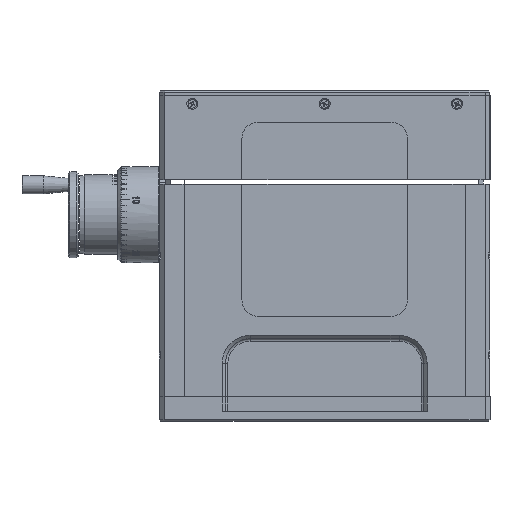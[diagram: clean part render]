
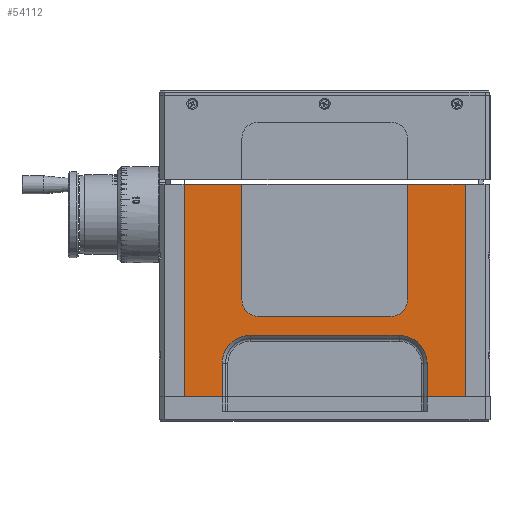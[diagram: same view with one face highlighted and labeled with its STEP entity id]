
A CAD part, left-side view. The second image highlights one B-rep face of the part: STEP entity #54112.
In plain terms, the highlighted planar face has unit normal (-1, 0, 0).
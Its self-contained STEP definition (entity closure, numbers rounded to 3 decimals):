
#224 = CARTESIAN_POINT ( 'NONE',  ( -130., 40., 73.5 ) ) ;
#352 = CARTESIAN_POINT ( 'NONE',  ( -130., 45., 35. ) ) ;
#363 = FACE_OUTER_BOUND ( 'NONE', #50633, .T. ) ;
#828 = VERTEX_POINT ( 'NONE', #19709 ) ;
#1078 = EDGE_CURVE ( 'NONE', #43663, #33627, #21560, .T. ) ;
#1323 = VECTOR ( 'NONE', #62664, 1000. ) ;
#1800 = DIRECTION ( 'NONE',  ( 0., 0., -1. ) ) ;
#4159 = VECTOR ( 'NONE', #1800, 1000. ) ;
#4294 = LINE ( 'NONE', #15528, #16159 ) ;
#4737 = DIRECTION ( 'NONE',  ( 1., 0., 0. ) ) ;
#4887 = DIRECTION ( 'NONE',  ( 0., 0., 1. ) ) ;
#5466 = EDGE_CURVE ( 'NONE', #52119, #19174, #34145, .T. ) ;
#5716 = CARTESIAN_POINT ( 'NONE',  ( -130., 85., 143.5 ) ) ;
#5806 = ORIENTED_EDGE ( 'NONE', *, *, #20174, .F. ) ;
#6158 = CARTESIAN_POINT ( 'NONE',  ( -130., 0., 99. ) ) ;
#6340 = EDGE_CURVE ( 'NONE', #10390, #21446, #11023, .T. ) ;
#7079 = EDGE_CURVE ( 'NONE', #8697, #60452, #41691, .T. ) ;
#8010 = CARTESIAN_POINT ( 'NONE',  ( -130., -85., 183. ) ) ;
#8157 = EDGE_CURVE ( 'NONE', #46124, #14837, #23953, .T. ) ;
#8626 = DIRECTION ( 'NONE',  ( 0., 0., -1. ) ) ;
#8697 = VERTEX_POINT ( 'NONE', #57823 ) ;
#10263 = CARTESIAN_POINT ( 'NONE',  ( -130., -62., 15. ) ) ;
#10390 = VERTEX_POINT ( 'NONE', #38352 ) ;
#10572 = ORIENTED_EDGE ( 'NONE', *, *, #59657, .T. ) ;
#11023 = LINE ( 'NONE', #44724, #13323 ) ;
#11563 = LINE ( 'NONE', #38188, #63833 ) ;
#11613 = AXIS2_PLACEMENT_3D ( 'NONE', #6158, #30891, #41545 ) ;
#11951 = ORIENTED_EDGE ( 'NONE', *, *, #5466, .T. ) ;
#12924 = DIRECTION ( 'NONE',  ( 0., -1., 0. ) ) ;
#13323 = VECTOR ( 'NONE', #60056, 1000. ) ;
#13493 = LINE ( 'NONE', #35048, #42036 ) ;
#13954 = CARTESIAN_POINT ( 'NONE',  ( -130., -85., 15. ) ) ;
#14269 = DIRECTION ( 'NONE',  ( 0., -1., 0. ) ) ;
#14679 = CARTESIAN_POINT ( 'NONE',  ( -130., -50., 63.5 ) ) ;
#14837 = VERTEX_POINT ( 'NONE', #13954 ) ;
#15528 = CARTESIAN_POINT ( 'NONE',  ( -130., 85., 15. ) ) ;
#15973 = ORIENTED_EDGE ( 'NONE', *, *, #24451, .F. ) ;
#16159 = VECTOR ( 'NONE', #51373, 1000. ) ;
#17299 = EDGE_CURVE ( 'NONE', #63912, #19174, #23768, .T. ) ;
#17623 = ORIENTED_EDGE ( 'NONE', *, *, #6340, .T. ) ;
#17695 = CARTESIAN_POINT ( 'NONE',  ( -130., -62., 99. ) ) ;
#17933 = CARTESIAN_POINT ( 'NONE',  ( -130., -40., 63.5 ) ) ;
#18216 = VECTOR ( 'NONE', #46078, 1000. ) ;
#19174 = VERTEX_POINT ( 'NONE', #17933 ) ;
#19180 = VECTOR ( 'NONE', #63824, 1000. ) ;
#19287 = EDGE_CURVE ( 'NONE', #60452, #22793, #21261, .T. ) ;
#19709 = CARTESIAN_POINT ( 'NONE',  ( -130., -50., 143.5 ) ) ;
#19859 = ORIENTED_EDGE ( 'NONE', *, *, #63404, .T. ) ;
#20174 = EDGE_CURVE ( 'NONE', #828, #46124, #62342, .T. ) ;
#20252 = VECTOR ( 'NONE', #8626, 1000. ) ;
#20310 = CARTESIAN_POINT ( 'NONE',  ( -130., -85., 143.5 ) ) ;
#21027 = VERTEX_POINT ( 'NONE', #25259 ) ;
#21261 = LINE ( 'NONE', #24575, #25285 ) ;
#21446 = VERTEX_POINT ( 'NONE', #31114 ) ;
#21547 = AXIS2_PLACEMENT_3D ( 'NONE', #25975, #4737, #31023 ) ;
#21560 = LINE ( 'NONE', #57392, #4159 ) ;
#22353 = AXIS2_PLACEMENT_3D ( 'NONE', #352, #41530, #31979 ) ;
#22676 = LINE ( 'NONE', #17695, #20252 ) ;
#22793 = VERTEX_POINT ( 'NONE', #5716 ) ;
#23768 = LINE ( 'NONE', #14679, #18216 ) ;
#23953 = LINE ( 'NONE', #8010, #19180 ) ;
#24103 = VECTOR ( 'NONE', #63880, 1000. ) ;
#24451 = EDGE_CURVE ( 'NONE', #22793, #43663, #13493, .T. ) ;
#24575 = CARTESIAN_POINT ( 'NONE',  ( -130., 85., 183. ) ) ;
#24578 = ORIENTED_EDGE ( 'NONE', *, *, #56603, .T. ) ;
#25043 = EDGE_CURVE ( 'NONE', #63912, #33627, #57840, .T. ) ;
#25259 = CARTESIAN_POINT ( 'NONE',  ( -130., 62., 35. ) ) ;
#25285 = VECTOR ( 'NONE', #4887, 1000. ) ;
#25645 = CARTESIAN_POINT ( 'NONE',  ( -130., -40., 73.5 ) ) ;
#25975 = CARTESIAN_POINT ( 'NONE',  ( -130., -45., 35. ) ) ;
#26074 = PLANE ( 'NONE',  #11613 ) ;
#26187 = ORIENTED_EDGE ( 'NONE', *, *, #8157, .F. ) ;
#26350 = ORIENTED_EDGE ( 'NONE', *, *, #25043, .T. ) ;
#28840 = ORIENTED_EDGE ( 'NONE', *, *, #17299, .F. ) ;
#29238 = AXIS2_PLACEMENT_3D ( 'NONE', #25645, #36479, #61080 ) ;
#30078 = DIRECTION ( 'NONE',  ( 0., 0., 1. ) ) ;
#30263 = ORIENTED_EDGE ( 'NONE', *, *, #49472, .F. ) ;
#30891 = DIRECTION ( 'NONE',  ( 1., 0., 0. ) ) ;
#31023 = DIRECTION ( 'NONE',  ( 0., 0., 1. ) ) ;
#31114 = CARTESIAN_POINT ( 'NONE',  ( -130., -45., 52. ) ) ;
#31676 = ORIENTED_EDGE ( 'NONE', *, *, #62374, .T. ) ;
#31979 = DIRECTION ( 'NONE',  ( 0., 0., 1. ) ) ;
#33627 = VERTEX_POINT ( 'NONE', #64798 ) ;
#34145 = CIRCLE ( 'NONE', #29238, 10. ) ;
#34321 = EDGE_CURVE ( 'NONE', #14837, #58975, #4294, .T. ) ;
#35048 = CARTESIAN_POINT ( 'NONE',  ( -130., 85., 143.5 ) ) ;
#35252 = CARTESIAN_POINT ( 'NONE',  ( -130., -62., 35. ) ) ;
#36479 = DIRECTION ( 'NONE',  ( 1., 0., 0. ) ) ;
#37418 = CARTESIAN_POINT ( 'NONE',  ( -130., 85., 15. ) ) ;
#38188 = CARTESIAN_POINT ( 'NONE',  ( -130., 62., 99. ) ) ;
#38352 = CARTESIAN_POINT ( 'NONE',  ( -130., 45., 52. ) ) ;
#38861 = CARTESIAN_POINT ( 'NONE',  ( -130., -50., 143.5 ) ) ;
#39610 = CARTESIAN_POINT ( 'NONE',  ( -130., 40., 63.5 ) ) ;
#39719 = ORIENTED_EDGE ( 'NONE', *, *, #1078, .F. ) ;
#40090 = ORIENTED_EDGE ( 'NONE', *, *, #7079, .F. ) ;
#40517 = DIRECTION ( 'NONE',  ( 1., 0., 0. ) ) ;
#40635 = CARTESIAN_POINT ( 'NONE',  ( -130., 85., 143.5 ) ) ;
#41530 = DIRECTION ( 'NONE',  ( 1., 0., 0. ) ) ;
#41545 = DIRECTION ( 'NONE',  ( 0., 0., 1. ) ) ;
#41691 = LINE ( 'NONE', #37418, #1323 ) ;
#42036 = VECTOR ( 'NONE', #14269, 1000. ) ;
#42352 = LINE ( 'NONE', #38861, #24103 ) ;
#42507 = CARTESIAN_POINT ( 'NONE',  ( -130., 85., 15. ) ) ;
#43663 = VERTEX_POINT ( 'NONE', #46931 ) ;
#44724 = CARTESIAN_POINT ( 'NONE',  ( -130., -45., 52. ) ) ;
#46078 = DIRECTION ( 'NONE',  ( 0., -1., 0. ) ) ;
#46124 = VERTEX_POINT ( 'NONE', #20310 ) ;
#46323 = AXIS2_PLACEMENT_3D ( 'NONE', #224, #40517, #30078 ) ;
#46423 = VECTOR ( 'NONE', #12924, 1000. ) ;
#46717 = ORIENTED_EDGE ( 'NONE', *, *, #19287, .F. ) ;
#46931 = CARTESIAN_POINT ( 'NONE',  ( -130., 50., 143.5 ) ) ;
#48528 = CIRCLE ( 'NONE', #21547, 17. ) ;
#49472 = EDGE_CURVE ( 'NONE', #52119, #828, #42352, .T. ) ;
#50231 = ORIENTED_EDGE ( 'NONE', *, *, #34321, .F. ) ;
#50633 = EDGE_LOOP ( 'NONE', ( #19859, #31676, #50231, #26187, #5806, #30263, #11951, #28840, #26350, #39719, #15973, #46717, #40090, #10572, #24578, #17623 ) ) ;
#51373 = DIRECTION ( 'NONE',  ( 0., 1., 0. ) ) ;
#52119 = VERTEX_POINT ( 'NONE', #60087 ) ;
#54112 = ADVANCED_FACE ( 'NONE', ( #363 ), #26074, .F. ) ;
#56603 = EDGE_CURVE ( 'NONE', #21027, #10390, #59316, .T. ) ;
#57392 = CARTESIAN_POINT ( 'NONE',  ( -130., 50., 143.5 ) ) ;
#57621 = VERTEX_POINT ( 'NONE', #35252 ) ;
#57823 = CARTESIAN_POINT ( 'NONE',  ( -130., 62., 15. ) ) ;
#57840 = CIRCLE ( 'NONE', #46323, 10. ) ;
#58975 = VERTEX_POINT ( 'NONE', #10263 ) ;
#59316 = CIRCLE ( 'NONE', #22353, 17. ) ;
#59657 = EDGE_CURVE ( 'NONE', #8697, #21027, #11563, .T. ) ;
#60056 = DIRECTION ( 'NONE',  ( 0., -1., 0. ) ) ;
#60087 = CARTESIAN_POINT ( 'NONE',  ( -130., -50., 73.5 ) ) ;
#60452 = VERTEX_POINT ( 'NONE', #42507 ) ;
#61080 = DIRECTION ( 'NONE',  ( 0., 0., 1. ) ) ;
#62342 = LINE ( 'NONE', #40635, #46423 ) ;
#62374 = EDGE_CURVE ( 'NONE', #57621, #58975, #22676, .T. ) ;
#62664 = DIRECTION ( 'NONE',  ( 0., 1., 0. ) ) ;
#63404 = EDGE_CURVE ( 'NONE', #21446, #57621, #48528, .T. ) ;
#63824 = DIRECTION ( 'NONE',  ( 0., 0., -1. ) ) ;
#63833 = VECTOR ( 'NONE', #64308, 1000. ) ;
#63880 = DIRECTION ( 'NONE',  ( 0., 0., 1. ) ) ;
#63912 = VERTEX_POINT ( 'NONE', #39610 ) ;
#64308 = DIRECTION ( 'NONE',  ( 0., 0., 1. ) ) ;
#64798 = CARTESIAN_POINT ( 'NONE',  ( -130., 50., 73.5 ) ) ;
